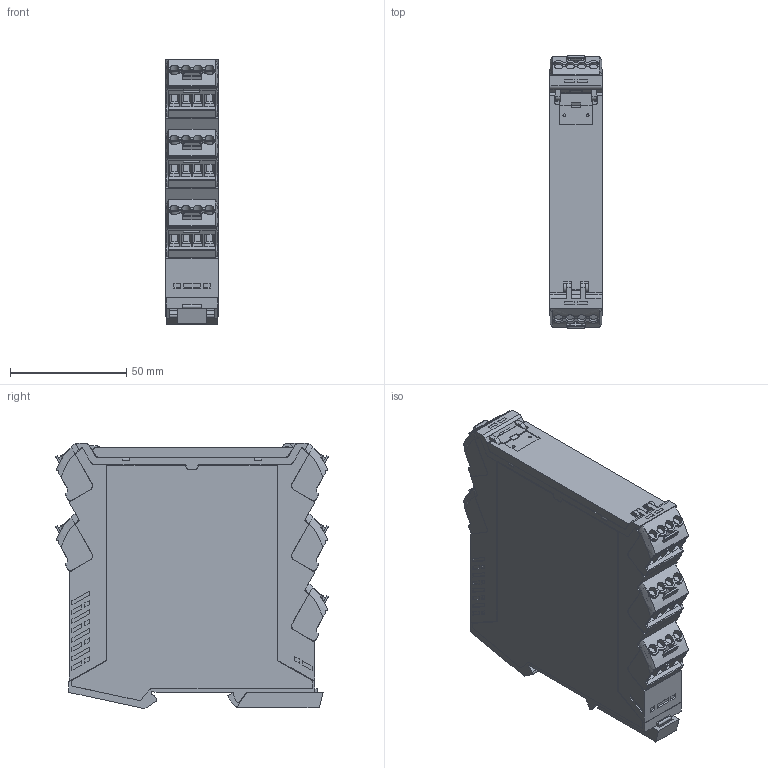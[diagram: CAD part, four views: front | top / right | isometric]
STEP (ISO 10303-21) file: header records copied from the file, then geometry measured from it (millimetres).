
FILE_DESCRIPTION(('CATIA V5 STEP Exchange','CAx-IF Rec.Pracs.--- Model Styling and Organization---1.4--- 2014-01-23'),'2;1');
FILE_NAME ('D1475431_0_1519340000_S3D_CH20M22_SET_2_3.stp','2021-02-25T12:47:29+00:00',('none'),('Weidmueller'),'CATIA Version 5-6 Release 2016 SP3 HF44','CATIA V5 STEP AP214','none');
FILE_SCHEMA(('AUTOMOTIVE_DESIGN { 1 0 10303 214 1 1 1 1 }'));
Products named in the file (1): S3D_CH20M22_SET_2_3
Bounding box: 22.5 x 117.21 x 114.02 mm (x, y, z)
Volume: 83229.6 mm3; surface area: 118473.2 mm2
Topology: 81 solids, 81 shells, 4384 faces, 13142 edges, 9032 vertices
Faces by surface type: plane 3293, cylinder 720, extrusion 319, revolution 40, bspline 10, sphere 2
Entity records: 150886 total; most frequent: CARTESIAN_POINT 34079, ORIENTED_EDGE 26284, DIRECTION 18245, EDGE_CURVE 13142, VECTOR 10153, LINE 9834, VERTEX_POINT 9032, AXIS2_PLACEMENT_3D 4865
